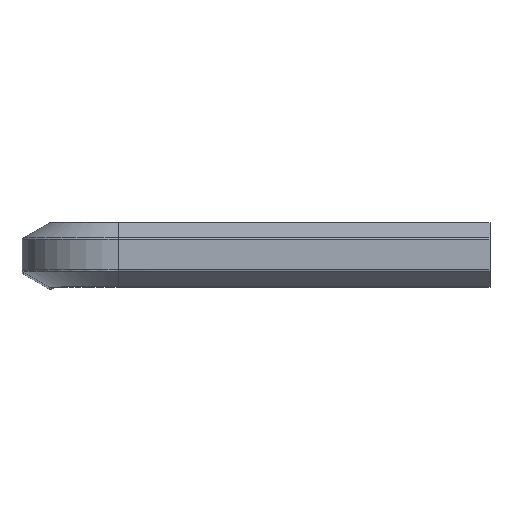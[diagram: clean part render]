
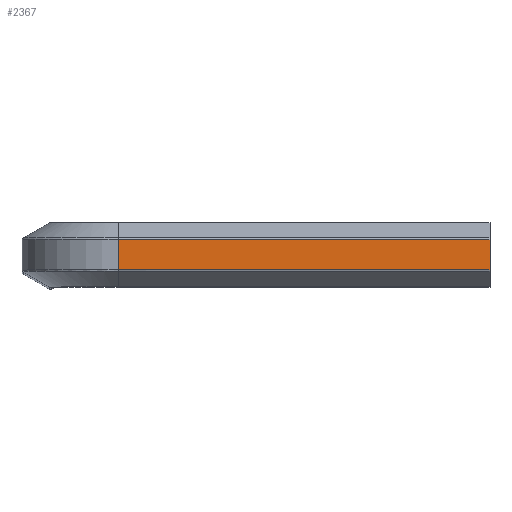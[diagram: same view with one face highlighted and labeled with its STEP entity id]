
A CAD part, top view. The second image highlights one B-rep face of the part: STEP entity #2367.
In plain terms, the highlighted planar face has unit normal (0, 0, 1).
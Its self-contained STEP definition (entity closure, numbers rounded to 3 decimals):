
#799 = CYLINDRICAL_SURFACE('',#800,4.25);
#800 = AXIS2_PLACEMENT_3D('',#801,#802,#803);
#801 = CARTESIAN_POINT('',(3.,0.722,53.4));
#802 = DIRECTION('',(0.,1.,0.));
#803 = DIRECTION('',(1.,0.,0.));
#1316 = VERTEX_POINT('',#1317);
#1317 = CARTESIAN_POINT('',(3.,0.664,57.65));
#1360 = CYLINDRICAL_SURFACE('',#1361,0.1);
#1361 = AXIS2_PLACEMENT_3D('',#1362,#1363,#1364);
#1362 = CARTESIAN_POINT('',(3.,0.664,57.55));
#1363 = DIRECTION('',(1.,0.,0.));
#1364 = DIRECTION('',(0.,0.866,0.5));
#1421 = PLANE('',#1422);
#1422 = AXIS2_PLACEMENT_3D('',#1423,#1424,#1425);
#1423 = CARTESIAN_POINT('',(19.4,1.443,56.4));
#1424 = DIRECTION('',(-1.,0.,0.));
#1425 = DIRECTION('',(0.,0.,-1.));
#1522 = VERTEX_POINT('',#1523);
#1523 = CARTESIAN_POINT('',(3.,-0.664,57.65));
#1553 = EDGE_CURVE('',#1522,#1316,#1554,.T.);
#1554 = SURFACE_CURVE('',#1555,(#1559,#1566),.PCURVE_S1.);
#1555 = LINE('',#1556,#1557);
#1556 = CARTESIAN_POINT('',(3.,0.722,57.65));
#1557 = VECTOR('',#1558,1.);
#1558 = DIRECTION('',(0.,1.,0.));
#1559 = PCURVE('',#799,#1560);
#1560 = DEFINITIONAL_REPRESENTATION('',(#1561),#1565);
#1561 = LINE('',#1562,#1563);
#1562 = CARTESIAN_POINT('',(4.712,0.));
#1563 = VECTOR('',#1564,1.);
#1564 = DIRECTION('',(0.,1.));
#1565 = ( GEOMETRIC_REPRESENTATION_CONTEXT(2) 
PARAMETRIC_REPRESENTATION_CONTEXT() REPRESENTATION_CONTEXT('2D SPACE',''
  ) );
#1566 = PCURVE('',#1567,#1572);
#1567 = PLANE('',#1568);
#1568 = AXIS2_PLACEMENT_3D('',#1569,#1570,#1571);
#1569 = CARTESIAN_POINT('',(3.,0.722,57.65));
#1570 = DIRECTION('',(0.,0.,1.));
#1571 = DIRECTION('',(0.,-1.,0.));
#1572 = DEFINITIONAL_REPRESENTATION('',(#1573),#1577);
#1573 = LINE('',#1574,#1575);
#1574 = CARTESIAN_POINT('',(0.,0.));
#1575 = VECTOR('',#1576,1.);
#1576 = DIRECTION('',(-1.,0.));
#1577 = ( GEOMETRIC_REPRESENTATION_CONTEXT(2) 
PARAMETRIC_REPRESENTATION_CONTEXT() REPRESENTATION_CONTEXT('2D SPACE',''
  ) );
#1696 = CYLINDRICAL_SURFACE('',#1697,0.1);
#1697 = AXIS2_PLACEMENT_3D('',#1698,#1699,#1700);
#1698 = CARTESIAN_POINT('',(3.,-0.664,57.55));
#1699 = DIRECTION('',(1.,0.,0.));
#1700 = DIRECTION('',(0.,0.,1.));
#2060 = EDGE_CURVE('',#1316,#2061,#2063,.T.);
#2061 = VERTEX_POINT('',#2062);
#2062 = CARTESIAN_POINT('',(19.4,0.664,57.65));
#2063 = SURFACE_CURVE('',#2064,(#2068,#2075),.PCURVE_S1.);
#2064 = LINE('',#2065,#2066);
#2065 = CARTESIAN_POINT('',(3.,0.664,57.65));
#2066 = VECTOR('',#2067,1.);
#2067 = DIRECTION('',(1.,0.,0.));
#2068 = PCURVE('',#1360,#2069);
#2069 = DEFINITIONAL_REPRESENTATION('',(#2070),#2074);
#2070 = LINE('',#2071,#2072);
#2071 = CARTESIAN_POINT('',(1.047,0.));
#2072 = VECTOR('',#2073,1.);
#2073 = DIRECTION('',(0.,1.));
#2074 = ( GEOMETRIC_REPRESENTATION_CONTEXT(2) 
PARAMETRIC_REPRESENTATION_CONTEXT() REPRESENTATION_CONTEXT('2D SPACE',''
  ) );
#2075 = PCURVE('',#1567,#2076);
#2076 = DEFINITIONAL_REPRESENTATION('',(#2077),#2081);
#2077 = LINE('',#2078,#2079);
#2078 = CARTESIAN_POINT('',(0.058,0.));
#2079 = VECTOR('',#2080,1.);
#2080 = DIRECTION('',(0.,1.));
#2081 = ( GEOMETRIC_REPRESENTATION_CONTEXT(2) 
PARAMETRIC_REPRESENTATION_CONTEXT() REPRESENTATION_CONTEXT('2D SPACE',''
  ) );
#2292 = VERTEX_POINT('',#2293);
#2293 = CARTESIAN_POINT('',(19.4,-0.664,57.65));
#2319 = EDGE_CURVE('',#2061,#2292,#2320,.T.);
#2320 = SURFACE_CURVE('',#2321,(#2325,#2332),.PCURVE_S1.);
#2321 = LINE('',#2322,#2323);
#2322 = CARTESIAN_POINT('',(19.4,0.722,57.65));
#2323 = VECTOR('',#2324,1.);
#2324 = DIRECTION('',(0.,-1.,0.));
#2325 = PCURVE('',#1421,#2326);
#2326 = DEFINITIONAL_REPRESENTATION('',(#2327),#2331);
#2327 = LINE('',#2328,#2329);
#2328 = CARTESIAN_POINT('',(-1.25,0.722));
#2329 = VECTOR('',#2330,1.);
#2330 = DIRECTION('',(0.,1.));
#2331 = ( GEOMETRIC_REPRESENTATION_CONTEXT(2) 
PARAMETRIC_REPRESENTATION_CONTEXT() REPRESENTATION_CONTEXT('2D SPACE',''
  ) );
#2332 = PCURVE('',#1567,#2333);
#2333 = DEFINITIONAL_REPRESENTATION('',(#2334),#2338);
#2334 = LINE('',#2335,#2336);
#2335 = CARTESIAN_POINT('',(0.,16.4));
#2336 = VECTOR('',#2337,1.);
#2337 = DIRECTION('',(1.,0.));
#2338 = ( GEOMETRIC_REPRESENTATION_CONTEXT(2) 
PARAMETRIC_REPRESENTATION_CONTEXT() REPRESENTATION_CONTEXT('2D SPACE',''
  ) );
#2367 = ADVANCED_FACE('',(#2368),#1567,.T.);
#2368 = FACE_BOUND('',#2369,.T.);
#2369 = EDGE_LOOP('',(#2370,#2371,#2392,#2393));
#2370 = ORIENTED_EDGE('',*,*,#1553,.F.);
#2371 = ORIENTED_EDGE('',*,*,#2372,.T.);
#2372 = EDGE_CURVE('',#1522,#2292,#2373,.T.);
#2373 = SURFACE_CURVE('',#2374,(#2378,#2385),.PCURVE_S1.);
#2374 = LINE('',#2375,#2376);
#2375 = CARTESIAN_POINT('',(3.,-0.664,57.65));
#2376 = VECTOR('',#2377,1.);
#2377 = DIRECTION('',(1.,0.,0.));
#2378 = PCURVE('',#1567,#2379);
#2379 = DEFINITIONAL_REPRESENTATION('',(#2380),#2384);
#2380 = LINE('',#2381,#2382);
#2381 = CARTESIAN_POINT('',(1.386,0.));
#2382 = VECTOR('',#2383,1.);
#2383 = DIRECTION('',(0.,1.));
#2384 = ( GEOMETRIC_REPRESENTATION_CONTEXT(2) 
PARAMETRIC_REPRESENTATION_CONTEXT() REPRESENTATION_CONTEXT('2D SPACE',''
  ) );
#2385 = PCURVE('',#1696,#2386);
#2386 = DEFINITIONAL_REPRESENTATION('',(#2387),#2391);
#2387 = LINE('',#2388,#2389);
#2388 = CARTESIAN_POINT('',(0.,0.));
#2389 = VECTOR('',#2390,1.);
#2390 = DIRECTION('',(0.,1.));
#2391 = ( GEOMETRIC_REPRESENTATION_CONTEXT(2) 
PARAMETRIC_REPRESENTATION_CONTEXT() REPRESENTATION_CONTEXT('2D SPACE',''
  ) );
#2392 = ORIENTED_EDGE('',*,*,#2319,.F.);
#2393 = ORIENTED_EDGE('',*,*,#2060,.F.);
